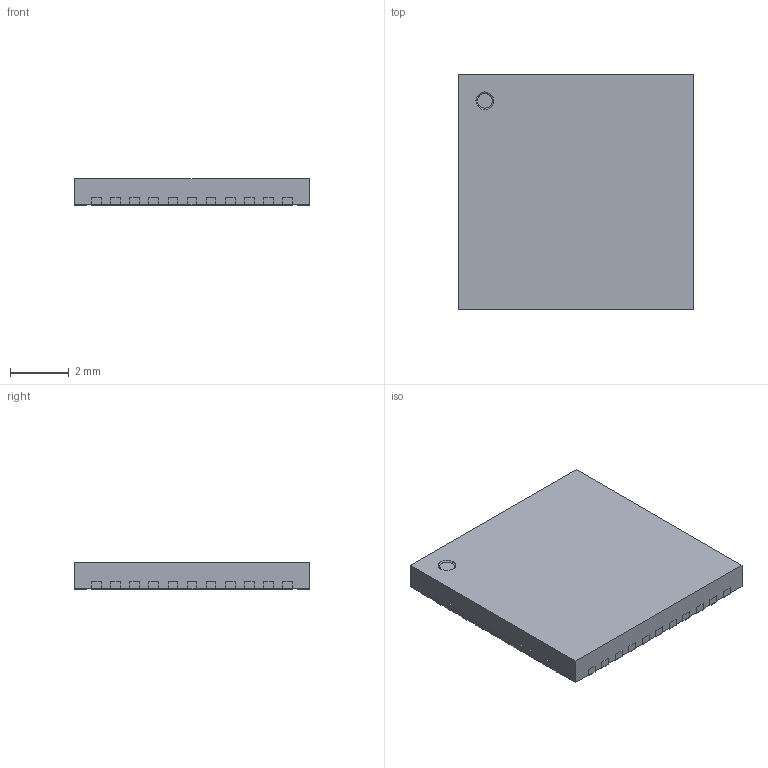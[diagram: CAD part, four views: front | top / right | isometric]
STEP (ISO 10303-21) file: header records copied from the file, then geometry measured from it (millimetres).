
FILE_DESCRIPTION (( 'STEP AP214' ), '1' );
FILE_NAME ('User Library-QFN44-0_65.STEP', '2013-05-09T07:48:38', ( 'Windows User' ), ( '' ), 'SwSTEP 2.0', 'SolidWorks 2013', '' );
FILE_SCHEMA (( 'AUTOMOTIVE_DESIGN' ));
Length unit declared in the file: millimetre
Products named in the file (4): User Library-QFN44-0_65_QFN44_0_65046; User Library-QFN44-0_65_Fillet; User Library-QFN44-0_65_Fusion; User Library-QFN44-0_65
Assembly tree (3 placements, depth 2):
  User Library-QFN44-0_65
    User Library-QFN44-0_65_Fusion
    User Library-QFN44-0_65_Fillet
    User Library-QFN44-0_65_QFN44_0_65046
Bounding box: 8 x 8 x 0.9 mm (x, y, z)
Surface area: 280 mm2
Topology: 46 solids, 46 shells, 368 faces, 825 edges, 550 vertices
Faces by surface type: plane 278, cylinder 88, bspline 2
Entity records: 14818 total; most frequent: CARTESIAN_POINT 1801, DIRECTION 1747, ORIENTED_EDGE 1650, EDGE_CURVE 825, VECTOR 643, LINE 643, AXIS2_PLACEMENT_3D 552, VERTEX_POINT 550
